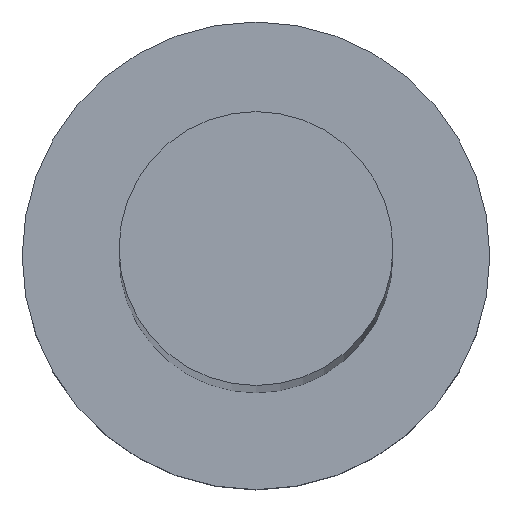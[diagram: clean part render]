
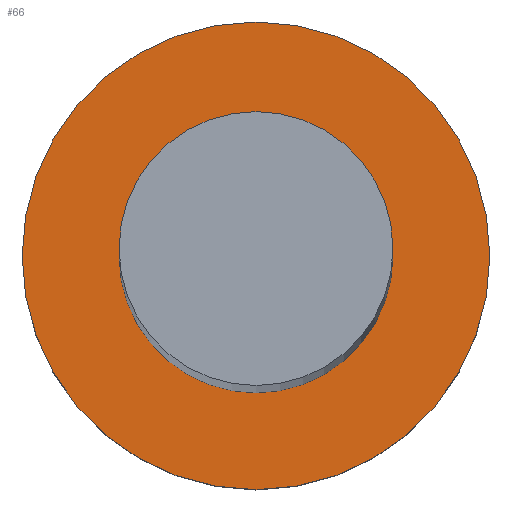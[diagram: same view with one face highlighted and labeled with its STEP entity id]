
A CAD part, top view. The second image highlights one B-rep face of the part: STEP entity #66.
In plain terms, the highlighted planar face has unit normal (0, 0, 1).
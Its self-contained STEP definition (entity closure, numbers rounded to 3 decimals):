
#4 = DIRECTION ( 'NONE',  ( 1., 0., 0. ) ) ;
#8 = CIRCLE ( 'NONE', #74, 7. ) ;
#12 = DIRECTION ( 'NONE',  ( 0., 0., 1. ) ) ;
#25 = CARTESIAN_POINT ( 'NONE',  ( -7., 0., 5. ) ) ;
#29 = CIRCLE ( 'NONE', #63, 4.1 ) ;
#35 = CARTESIAN_POINT ( 'NONE',  ( 0., 0., 5. ) ) ;
#38 = VERTEX_POINT ( 'NONE', #168 ) ;
#44 = AXIS2_PLACEMENT_3D ( 'NONE', #193, #116, #231 ) ;
#54 = ORIENTED_EDGE ( 'NONE', *, *, #165, .T. ) ;
#57 = DIRECTION ( 'NONE',  ( 0., 0., 1. ) ) ;
#60 = ORIENTED_EDGE ( 'NONE', *, *, #201, .F. ) ;
#63 = AXIS2_PLACEMENT_3D ( 'NONE', #162, #12, #4 ) ;
#64 = PLANE ( 'NONE',  #88 ) ;
#66 = ADVANCED_FACE ( 'NONE', ( #172, #253 ), #64, .T. ) ;
#74 = AXIS2_PLACEMENT_3D ( 'NONE', #252, #157, #167 ) ;
#79 = DIRECTION ( 'NONE',  ( 1., 0., 0. ) ) ;
#88 = AXIS2_PLACEMENT_3D ( 'NONE', #152, #206, #79 ) ;
#90 = EDGE_CURVE ( 'NONE', #119, #197, #8, .T. ) ;
#116 = DIRECTION ( 'NONE',  ( 0., 0., 1. ) ) ;
#119 = VERTEX_POINT ( 'NONE', #25 ) ;
#132 = CARTESIAN_POINT ( 'NONE',  ( 7., 0., 5. ) ) ;
#135 = CARTESIAN_POINT ( 'NONE',  ( 4.1, 0., 5. ) ) ;
#147 = EDGE_CURVE ( 'NONE', #229, #38, #29, .T. ) ;
#152 = CARTESIAN_POINT ( 'NONE',  ( 0., 0., 5. ) ) ;
#153 = ORIENTED_EDGE ( 'NONE', *, *, #147, .F. ) ;
#157 = DIRECTION ( 'NONE',  ( 0., 0., 1. ) ) ;
#158 = ORIENTED_EDGE ( 'NONE', *, *, #90, .T. ) ;
#162 = CARTESIAN_POINT ( 'NONE',  ( 0., 0., 5. ) ) ;
#165 = EDGE_CURVE ( 'NONE', #197, #119, #224, .T. ) ;
#167 = DIRECTION ( 'NONE',  ( 1., 0., 0. ) ) ;
#168 = CARTESIAN_POINT ( 'NONE',  ( -4.1, 0., 5. ) ) ;
#172 = FACE_BOUND ( 'NONE', #235, .T. ) ;
#184 = CIRCLE ( 'NONE', #222, 4.1 ) ;
#193 = CARTESIAN_POINT ( 'NONE',  ( 0., 0., 5. ) ) ;
#197 = VERTEX_POINT ( 'NONE', #132 ) ;
#200 = DIRECTION ( 'NONE',  ( 1., 0., 0. ) ) ;
#201 = EDGE_CURVE ( 'NONE', #38, #229, #184, .T. ) ;
#206 = DIRECTION ( 'NONE',  ( 0., 0., 1. ) ) ;
#207 = EDGE_LOOP ( 'NONE', ( #158, #54 ) ) ;
#222 = AXIS2_PLACEMENT_3D ( 'NONE', #35, #57, #200 ) ;
#224 = CIRCLE ( 'NONE', #44, 7. ) ;
#229 = VERTEX_POINT ( 'NONE', #135 ) ;
#231 = DIRECTION ( 'NONE',  ( 1., 0., 0. ) ) ;
#235 = EDGE_LOOP ( 'NONE', ( #60, #153 ) ) ;
#252 = CARTESIAN_POINT ( 'NONE',  ( 0., 0., 5. ) ) ;
#253 = FACE_OUTER_BOUND ( 'NONE', #207, .T. ) ;
